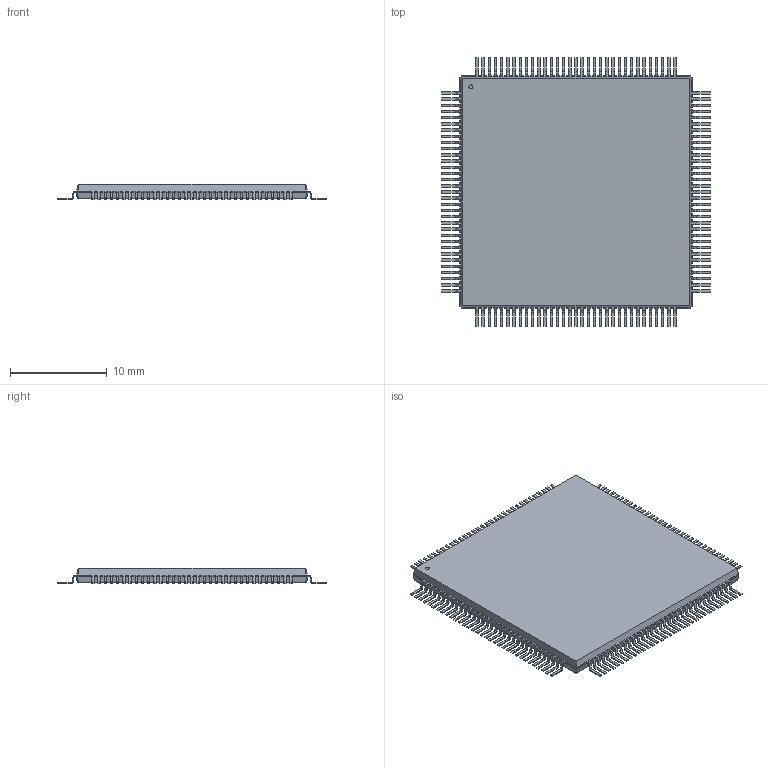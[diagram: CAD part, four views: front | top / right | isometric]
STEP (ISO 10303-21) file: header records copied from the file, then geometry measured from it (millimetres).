
FILE_DESCRIPTION(/* description */ ('model of PQFP-132_24x24mm_P0.635mm_i386'),/* implementation_level */ '2;1');
FILE_NAME(/* name */ 'PQFP-132_24x24mm_P0.635mm_i386.step',/* time_stamp */ '1970-01-01T00:00:00',/* author */ ('KiCAD','kicad'),/* organization */ ('OCCT'),/* preprocessor_version */ '',/* originating_system */ 'KiCAD',/* authorisation */ '');
FILE_SCHEMA(('AUTOMOTIVE_DESIGN { 1 0 10303 214 1 1 1 1 }'));
Length unit declared in the file: millimetre
Products named in the file (1): PQFP-132_24x24mm_P0.635mm_i386
Bounding box: 27.8 x 27.8 x 1.6 mm (x, y, z)
Volume: 857.2 mm3; surface area: 1499.1 mm2
Topology: 1 solids, 1 shells, 2007 faces, 5477 edges, 3473 vertices
Faces by surface type: plane 1463, cylinder 528, bspline 16
Entity records: 40175 total; most frequent: ORIENTED_EDGE 9354, EDGE_CURVE 5477, CARTESIAN_POINT 4796, VERTEX_POINT 3473, LINE 3472, AXIS2_PLACEMENT_3D 2621, FACE_BOUND 2008, EDGE_LOOP 2008
